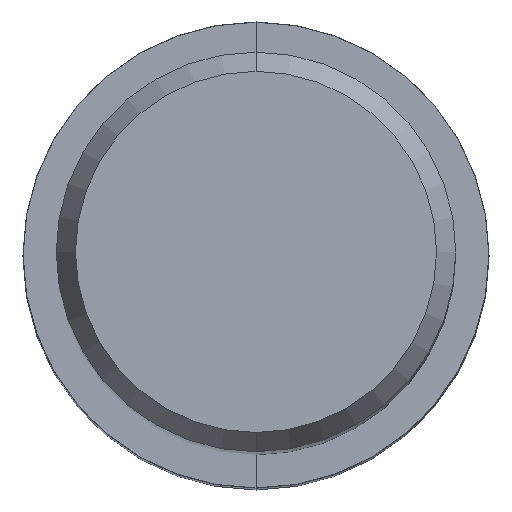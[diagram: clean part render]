
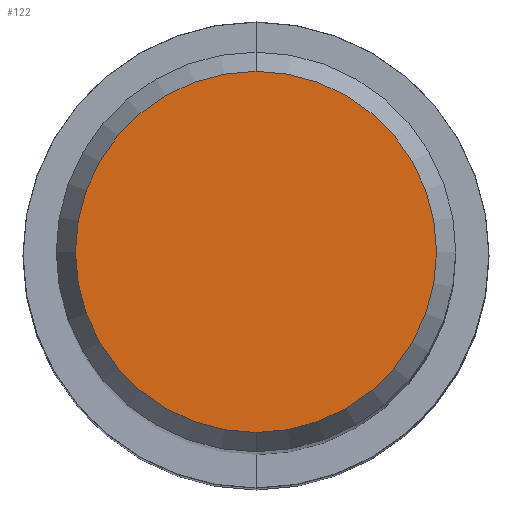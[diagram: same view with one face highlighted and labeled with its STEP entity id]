
A CAD part, top view. The second image highlights one B-rep face of the part: STEP entity #122.
In plain terms, the highlighted planar face has unit normal (0, 0, 1).
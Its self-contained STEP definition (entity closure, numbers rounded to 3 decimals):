
#122=ADVANCED_FACE('',(#302),#303,.T.);
#124=EDGE_CURVE('',#208,#234,#305,.T.);
#208=VERTEX_POINT('',#402);
#234=VERTEX_POINT('',#431);
#268=EDGE_CURVE('',#234,#208,#467,.T.);
#302=FACE_OUTER_BOUND('',#495,.T.);
#303=PLANE('',#496);
#305=CIRCLE('',#499,4.304);
#402=CARTESIAN_POINT('',(0.0,4.304,0.01));
#431=CARTESIAN_POINT('',(0.,-4.304,0.01));
#467=CIRCLE('',#706,4.304);
#495=EDGE_LOOP('',(#731,#732));
#496=AXIS2_PLACEMENT_3D('',#733,#734,#735);
#499=AXIS2_PLACEMENT_3D('',#736,#737,#738);
#706=AXIS2_PLACEMENT_3D('',#935,#936,#937);
#731=ORIENTED_EDGE('',*,*,#124,.F.);
#732=ORIENTED_EDGE('',*,*,#268,.F.);
#733=CARTESIAN_POINT('',(0.0,2.152,0.01));
#734=DIRECTION('',(-0.0,0.0,1.0));
#735=DIRECTION('',(0.0,-1.0,0.0));
#736=CARTESIAN_POINT('',(0.0,0.0,0.01));
#737=DIRECTION('',(0.0,0.0,-1.0));
#738=DIRECTION('',(0.0,1.0,0.0));
#935=CARTESIAN_POINT('',(0.0,0.0,0.01));
#936=DIRECTION('',(0.0,0.0,-1.0));
#937=DIRECTION('',(0.0,1.0,0.0));
